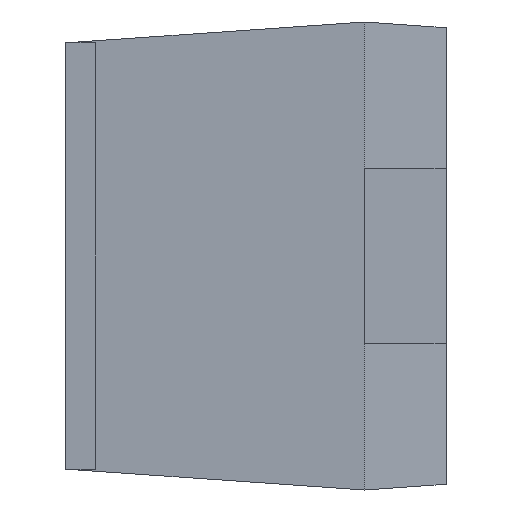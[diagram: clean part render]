
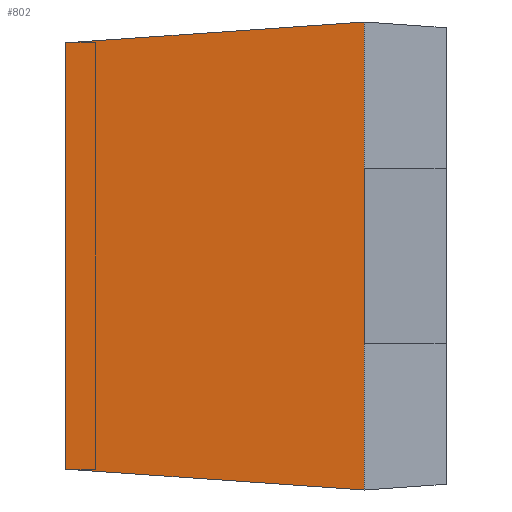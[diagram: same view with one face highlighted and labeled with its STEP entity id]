
A CAD part, left-side view. The second image highlights one B-rep face of the part: STEP entity #802.
In plain terms, the highlighted planar face has unit normal (-0.998, 0.07, 0).
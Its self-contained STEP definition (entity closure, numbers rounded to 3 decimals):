
#50 = VECTOR ( 'NONE', #673, 1000. ) ;
#54 = VECTOR ( 'NONE', #445, 1000. ) ;
#60 = LINE ( 'NONE', #709, #1126 ) ;
#62 = ORIENTED_EDGE ( 'NONE', *, *, #271, .F. ) ;
#68 = CARTESIAN_POINT ( 'NONE',  ( -0.564, 0.65, 0.4 ) ) ;
#69 = AXIS2_PLACEMENT_3D ( 'NONE', #148, #814, #1014 ) ;
#89 = EDGE_CURVE ( 'NONE', #670, #367, #60, .T. ) ;
#119 = ORIENTED_EDGE ( 'NONE', *, *, #1123, .F. ) ;
#148 = CARTESIAN_POINT ( 'NONE',  ( -0.6, 0.14, 0.4 ) ) ;
#264 = CARTESIAN_POINT ( 'NONE',  ( -0.6, 0.14, -0.4 ) ) ;
#269 = CARTESIAN_POINT ( 'NONE',  ( -0.6, 0.14, 0.4 ) ) ;
#271 = EDGE_CURVE ( 'NONE', #1089, #382, #1110, .T. ) ;
#367 = VERTEX_POINT ( 'NONE', #264 ) ;
#382 = VERTEX_POINT ( 'NONE', #1234 ) ;
#445 = DIRECTION ( 'NONE',  ( 0., 0., 1. ) ) ;
#482 = DIRECTION ( 'NONE',  ( 0., 0., -1. ) ) ;
#502 = LINE ( 'NONE', #269, #731 ) ;
#670 = VERTEX_POINT ( 'NONE', #1094 ) ;
#673 = DIRECTION ( 'NONE',  ( 0.07, 0.995, 0.07 ) ) ;
#709 = CARTESIAN_POINT ( 'NONE',  ( -0.6, 0.14, 0.4 ) ) ;
#731 = VECTOR ( 'NONE', #1125, 1000. ) ;
#742 = FACE_OUTER_BOUND ( 'NONE', #1118, .T. ) ;
#761 = CARTESIAN_POINT ( 'NONE',  ( -0.565, 0.648, -0.365 ) ) ;
#802 = ADVANCED_FACE ( 'NONE', ( #742 ), #830, .F. ) ;
#813 = LINE ( 'NONE', #761, #50 ) ;
#814 = DIRECTION ( 'NONE',  ( 0.998, -0.07, 0. ) ) ;
#830 = PLANE ( 'NONE',  #69 ) ;
#848 = EDGE_CURVE ( 'NONE', #382, #670, #502, .T. ) ;
#862 = CARTESIAN_POINT ( 'NONE',  ( -0.564, 0.65, -0.364 ) ) ;
#907 = ORIENTED_EDGE ( 'NONE', *, *, #89, .F. ) ;
#1014 = DIRECTION ( 'NONE',  ( 0., 0., -1. ) ) ;
#1057 = ORIENTED_EDGE ( 'NONE', *, *, #848, .F. ) ;
#1089 = VERTEX_POINT ( 'NONE', #862 ) ;
#1094 = CARTESIAN_POINT ( 'NONE',  ( -0.6, 0.14, 0.4 ) ) ;
#1110 = LINE ( 'NONE', #68, #54 ) ;
#1118 = EDGE_LOOP ( 'NONE', ( #119, #907, #1057, #62 ) ) ;
#1123 = EDGE_CURVE ( 'NONE', #367, #1089, #813, .T. ) ;
#1125 = DIRECTION ( 'NONE',  ( -0.07, -0.995, 0.07 ) ) ;
#1126 = VECTOR ( 'NONE', #482, 1000. ) ;
#1234 = CARTESIAN_POINT ( 'NONE',  ( -0.564, 0.65, 0.364 ) ) ;
